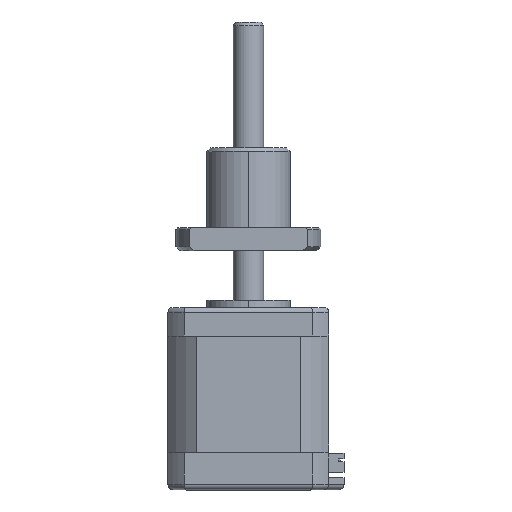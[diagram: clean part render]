
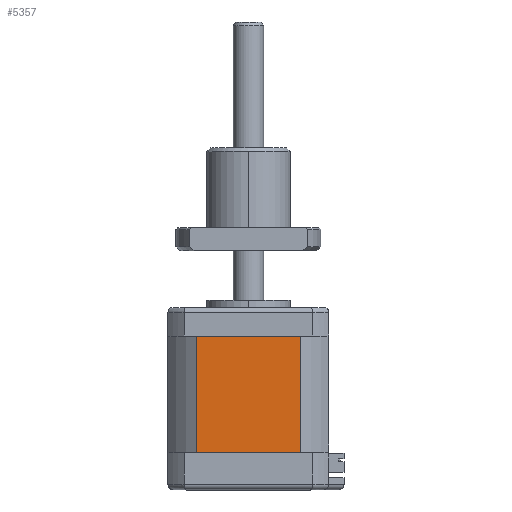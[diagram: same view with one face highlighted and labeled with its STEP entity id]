
A CAD part, top view. The second image highlights one B-rep face of the part: STEP entity #5357.
In plain terms, the highlighted planar face has unit normal (0, 0, 1).
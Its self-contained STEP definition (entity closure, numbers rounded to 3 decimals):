
#620 = EDGE_LOOP ( 'NONE', ( #7649, #8932, #10492, #6132 ) ) ;
#748 = DIRECTION ( 'NONE',  ( -1., 0., 0. ) ) ;
#762 = AXIS2_PLACEMENT_3D ( 'NONE', #4044, #6574, #1591 ) ;
#785 = PLANE ( 'NONE',  #762 ) ;
#936 = VERTEX_POINT ( 'NONE', #5971 ) ;
#947 = EDGE_CURVE ( 'NONE', #936, #4898, #7641, .T. ) ;
#1008 = VECTOR ( 'NONE', #2673, 1000. ) ;
#1284 = DIRECTION ( 'NONE',  ( 0., 1., 0. ) ) ;
#1487 = CARTESIAN_POINT ( 'NONE',  ( 8.885, -16.057, 37.738 ) ) ;
#1591 = DIRECTION ( 'NONE',  ( 1., 0., 0. ) ) ;
#2053 = VECTOR ( 'NONE', #748, 1000. ) ;
#2672 = LINE ( 'NONE', #10149, #9324 ) ;
#2673 = DIRECTION ( 'NONE',  ( -1., 0., 0. ) ) ;
#3025 = FACE_OUTER_BOUND ( 'NONE', #620, .T. ) ;
#4044 = CARTESIAN_POINT ( 'NONE',  ( 8.885, -16.057, 37.738 ) ) ;
#4086 = CARTESIAN_POINT ( 'NONE',  ( 8.885, -16.057, 37.738 ) ) ;
#4136 = CARTESIAN_POINT ( 'NONE',  ( 8.885, 14.443, 37.738 ) ) ;
#4898 = VERTEX_POINT ( 'NONE', #9709 ) ;
#5132 = DIRECTION ( 'NONE',  ( 0., 1., 0. ) ) ;
#5357 = ADVANCED_FACE ( 'NONE', ( #3025 ), #785, .F. ) ;
#5971 = CARTESIAN_POINT ( 'NONE',  ( 8.885, 14.443, 37.738 ) ) ;
#6132 = ORIENTED_EDGE ( 'NONE', *, *, #6208, .T. ) ;
#6208 = EDGE_CURVE ( 'NONE', #10577, #936, #8810, .T. ) ;
#6574 = DIRECTION ( 'NONE',  ( 0., 0., -1. ) ) ;
#6630 = EDGE_CURVE ( 'NONE', #10700, #4898, #2672, .T. ) ;
#6836 = VECTOR ( 'NONE', #1284, 1000. ) ;
#7098 = CARTESIAN_POINT ( 'NONE',  ( 8.885, -16.057, 37.738 ) ) ;
#7641 = LINE ( 'NONE', #4136, #1008 ) ;
#7649 = ORIENTED_EDGE ( 'NONE', *, *, #947, .T. ) ;
#8703 = LINE ( 'NONE', #1487, #2053 ) ;
#8810 = LINE ( 'NONE', #7098, #6836 ) ;
#8932 = ORIENTED_EDGE ( 'NONE', *, *, #6630, .F. ) ;
#9236 = CARTESIAN_POINT ( 'NONE',  ( -18.303, -16.057, 37.738 ) ) ;
#9324 = VECTOR ( 'NONE', #5132, 1000. ) ;
#9709 = CARTESIAN_POINT ( 'NONE',  ( -18.303, 14.443, 37.738 ) ) ;
#10149 = CARTESIAN_POINT ( 'NONE',  ( -18.303, -16.057, 37.738 ) ) ;
#10492 = ORIENTED_EDGE ( 'NONE', *, *, #10526, .F. ) ;
#10526 = EDGE_CURVE ( 'NONE', #10577, #10700, #8703, .T. ) ;
#10577 = VERTEX_POINT ( 'NONE', #4086 ) ;
#10700 = VERTEX_POINT ( 'NONE', #9236 ) ;
